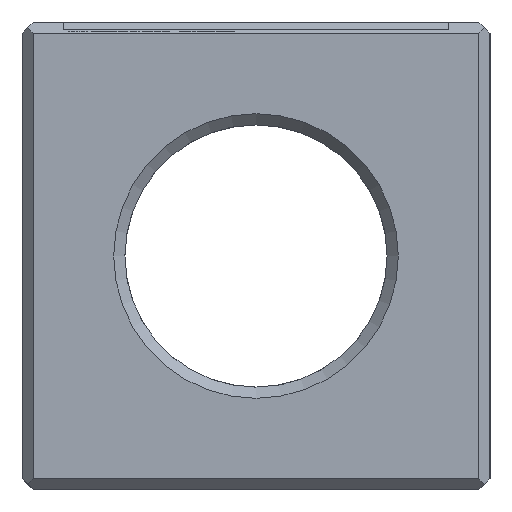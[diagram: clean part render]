
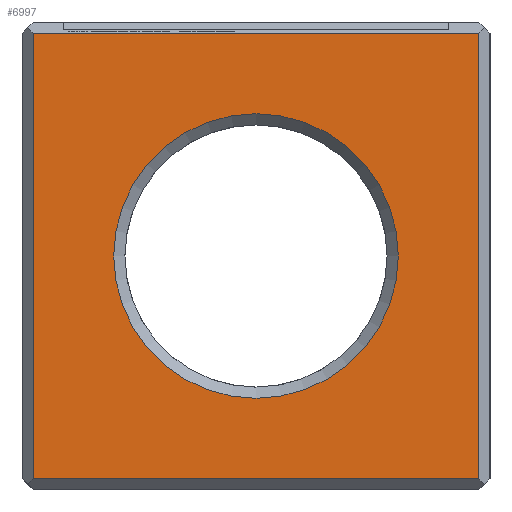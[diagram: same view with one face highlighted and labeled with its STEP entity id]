
A CAD part, left-side view. The second image highlights one B-rep face of the part: STEP entity #6997.
In plain terms, the highlighted planar face has unit normal (-1, 0, 0).
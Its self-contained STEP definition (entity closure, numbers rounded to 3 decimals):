
#72 = PLANE('',#73);
#73 = AXIS2_PLACEMENT_3D('',#74,#75,#76);
#74 = CARTESIAN_POINT('',(0.,0.,0.3));
#75 = DIRECTION('',(-0.707,0.,-0.707)
  );
#76 = DIRECTION('',(0.707,0.,-0.707));
#1517 = PLANE('',#1518);
#1518 = AXIS2_PLACEMENT_3D('',#1519,#1520,#1521);
#1519 = CARTESIAN_POINT('',(0.3,12.5,0.));
#1520 = DIRECTION('',(0.707,-0.707,0.));
#1521 = DIRECTION('',(-0.707,-0.707,0.));
#1748 = PLANE('',#1749);
#1749 = AXIS2_PLACEMENT_3D('',#1750,#1751,#1752);
#1750 = CARTESIAN_POINT('',(0.3,0.,0.));
#1751 = DIRECTION('',(-0.707,-0.707,0.));
#1752 = DIRECTION('',(-0.707,0.707,0.));
#1816 = VERTEX_POINT('',#1817);
#1817 = CARTESIAN_POINT('',(0.,0.3,0.3));
#1838 = EDGE_CURVE('',#1816,#1839,#1841,.T.);
#1839 = VERTEX_POINT('',#1840);
#1840 = CARTESIAN_POINT('',(0.,12.2,0.3));
#1841 = SURFACE_CURVE('',#1842,(#1846,#1853),.PCURVE_S1.);
#1842 = LINE('',#1843,#1844);
#1843 = CARTESIAN_POINT('',(0.,0.,0.3));
#1844 = VECTOR('',#1845,1.);
#1845 = DIRECTION('',(0.,1.,0.));
#1846 = PCURVE('',#72,#1847);
#1847 = DEFINITIONAL_REPRESENTATION('',(#1848),#1852);
#1848 = LINE('',#1849,#1850);
#1849 = CARTESIAN_POINT('',(0.,0.));
#1850 = VECTOR('',#1851,1.);
#1851 = DIRECTION('',(0.,-1.));
#1852 = ( GEOMETRIC_REPRESENTATION_CONTEXT(2) 
PARAMETRIC_REPRESENTATION_CONTEXT() REPRESENTATION_CONTEXT('2D SPACE',''
  ) );
#1853 = PCURVE('',#1854,#1859);
#1854 = PLANE('',#1855);
#1855 = AXIS2_PLACEMENT_3D('',#1856,#1857,#1858);
#1856 = CARTESIAN_POINT('',(0.,12.5,0.));
#1857 = DIRECTION('',(1.,0.,0.));
#1858 = DIRECTION('',(0.,-1.,0.));
#1859 = DEFINITIONAL_REPRESENTATION('',(#1860),#1864);
#1860 = LINE('',#1861,#1862);
#1861 = CARTESIAN_POINT('',(12.5,-0.3));
#1862 = VECTOR('',#1863,1.);
#1863 = DIRECTION('',(-1.,0.));
#1864 = ( GEOMETRIC_REPRESENTATION_CONTEXT(2) 
PARAMETRIC_REPRESENTATION_CONTEXT() REPRESENTATION_CONTEXT('2D SPACE',''
  ) );
#5339 = VERTEX_POINT('',#5340);
#5340 = CARTESIAN_POINT('',(0.,12.2,12.2));
#5354 = PLANE('',#5355);
#5355 = AXIS2_PLACEMENT_3D('',#5356,#5357,#5358);
#5356 = CARTESIAN_POINT('',(0.3,0.,12.5));
#5357 = DIRECTION('',(-0.707,0.,0.707
    ));
#5358 = DIRECTION('',(-0.707,0.,-0.707
    ));
#5366 = EDGE_CURVE('',#1839,#5339,#5367,.T.);
#5367 = SURFACE_CURVE('',#5368,(#5372,#5379),.PCURVE_S1.);
#5368 = LINE('',#5369,#5370);
#5369 = CARTESIAN_POINT('',(0.,12.2,0.));
#5370 = VECTOR('',#5371,1.);
#5371 = DIRECTION('',(0.,0.,1.));
#5372 = PCURVE('',#1517,#5373);
#5373 = DEFINITIONAL_REPRESENTATION('',(#5374),#5378);
#5374 = LINE('',#5375,#5376);
#5375 = CARTESIAN_POINT('',(0.424,-0.));
#5376 = VECTOR('',#5377,1.);
#5377 = DIRECTION('',(0.,-1.));
#5378 = ( GEOMETRIC_REPRESENTATION_CONTEXT(2) 
PARAMETRIC_REPRESENTATION_CONTEXT() REPRESENTATION_CONTEXT('2D SPACE',''
  ) );
#5379 = PCURVE('',#1854,#5380);
#5380 = DEFINITIONAL_REPRESENTATION('',(#5381),#5385);
#5381 = LINE('',#5382,#5383);
#5382 = CARTESIAN_POINT('',(0.3,0.));
#5383 = VECTOR('',#5384,1.);
#5384 = DIRECTION('',(0.,-1.));
#5385 = ( GEOMETRIC_REPRESENTATION_CONTEXT(2) 
PARAMETRIC_REPRESENTATION_CONTEXT() REPRESENTATION_CONTEXT('2D SPACE',''
  ) );
#6954 = VERTEX_POINT('',#6955);
#6955 = CARTESIAN_POINT('',(0.,0.3,12.2));
#6976 = EDGE_CURVE('',#1816,#6954,#6977,.T.);
#6977 = SURFACE_CURVE('',#6978,(#6982,#6989),.PCURVE_S1.);
#6978 = LINE('',#6979,#6980);
#6979 = CARTESIAN_POINT('',(0.,0.3,0.));
#6980 = VECTOR('',#6981,1.);
#6981 = DIRECTION('',(0.,0.,1.));
#6982 = PCURVE('',#1748,#6983);
#6983 = DEFINITIONAL_REPRESENTATION('',(#6984),#6988);
#6984 = LINE('',#6985,#6986);
#6985 = CARTESIAN_POINT('',(0.424,0.));
#6986 = VECTOR('',#6987,1.);
#6987 = DIRECTION('',(0.,-1.));
#6988 = ( GEOMETRIC_REPRESENTATION_CONTEXT(2) 
PARAMETRIC_REPRESENTATION_CONTEXT() REPRESENTATION_CONTEXT('2D SPACE',''
  ) );
#6989 = PCURVE('',#1854,#6990);
#6990 = DEFINITIONAL_REPRESENTATION('',(#6991),#6995);
#6991 = LINE('',#6992,#6993);
#6992 = CARTESIAN_POINT('',(12.2,0.));
#6993 = VECTOR('',#6994,1.);
#6994 = DIRECTION('',(0.,-1.));
#6995 = ( GEOMETRIC_REPRESENTATION_CONTEXT(2) 
PARAMETRIC_REPRESENTATION_CONTEXT() REPRESENTATION_CONTEXT('2D SPACE',''
  ) );
#6997 = ADVANCED_FACE('',(#6998,#7024),#1854,.F.);
#6998 = FACE_BOUND('',#6999,.F.);
#6999 = EDGE_LOOP('',(#7000,#7001,#7002,#7003));
#7000 = ORIENTED_EDGE('',*,*,#6976,.F.);
#7001 = ORIENTED_EDGE('',*,*,#1838,.T.);
#7002 = ORIENTED_EDGE('',*,*,#5366,.T.);
#7003 = ORIENTED_EDGE('',*,*,#7004,.F.);
#7004 = EDGE_CURVE('',#6954,#5339,#7005,.T.);
#7005 = SURFACE_CURVE('',#7006,(#7010,#7017),.PCURVE_S1.);
#7006 = LINE('',#7007,#7008);
#7007 = CARTESIAN_POINT('',(0.,0.,12.2));
#7008 = VECTOR('',#7009,1.);
#7009 = DIRECTION('',(0.,1.,0.));
#7010 = PCURVE('',#1854,#7011);
#7011 = DEFINITIONAL_REPRESENTATION('',(#7012),#7016);
#7012 = LINE('',#7013,#7014);
#7013 = CARTESIAN_POINT('',(12.5,-12.2));
#7014 = VECTOR('',#7015,1.);
#7015 = DIRECTION('',(-1.,0.));
#7016 = ( GEOMETRIC_REPRESENTATION_CONTEXT(2) 
PARAMETRIC_REPRESENTATION_CONTEXT() REPRESENTATION_CONTEXT('2D SPACE',''
  ) );
#7017 = PCURVE('',#5354,#7018);
#7018 = DEFINITIONAL_REPRESENTATION('',(#7019),#7023);
#7019 = LINE('',#7020,#7021);
#7020 = CARTESIAN_POINT('',(0.424,0.));
#7021 = VECTOR('',#7022,1.);
#7022 = DIRECTION('',(0.,-1.));
#7023 = ( GEOMETRIC_REPRESENTATION_CONTEXT(2) 
PARAMETRIC_REPRESENTATION_CONTEXT() REPRESENTATION_CONTEXT('2D SPACE',''
  ) );
#7024 = FACE_BOUND('',#7025,.F.);
#7025 = EDGE_LOOP('',(#7026));
#7026 = ORIENTED_EDGE('',*,*,#7027,.T.);
#7027 = EDGE_CURVE('',#7028,#7028,#7030,.T.);
#7028 = VERTEX_POINT('',#7029);
#7029 = CARTESIAN_POINT('',(0.,2.45,6.25));
#7030 = SURFACE_CURVE('',#7031,(#7036,#7047),.PCURVE_S1.);
#7031 = CIRCLE('',#7032,3.8);
#7032 = AXIS2_PLACEMENT_3D('',#7033,#7034,#7035);
#7033 = CARTESIAN_POINT('',(0.,6.25,6.25));
#7034 = DIRECTION('',(-1.,0.,0.));
#7035 = DIRECTION('',(0.,-1.,0.));
#7036 = PCURVE('',#1854,#7037);
#7037 = DEFINITIONAL_REPRESENTATION('',(#7038),#7046);
#7038 = ( BOUNDED_CURVE() B_SPLINE_CURVE(2,(#7039,#7040,#7041,#7042,
#7043,#7044,#7045),.UNSPECIFIED.,.T.,.F.) B_SPLINE_CURVE_WITH_KNOTS((1,2
    ,2,2,2,1),(-2.094,0.,2.094,4.189,
6.283,8.378),.UNSPECIFIED.) CURVE() 
GEOMETRIC_REPRESENTATION_ITEM() RATIONAL_B_SPLINE_CURVE((1.,0.5,1.,0.5,
1.,0.5,1.)) REPRESENTATION_ITEM('') );
#7039 = CARTESIAN_POINT('',(10.05,-6.25));
#7040 = CARTESIAN_POINT('',(10.05,-12.832));
#7041 = CARTESIAN_POINT('',(4.35,-9.541));
#7042 = CARTESIAN_POINT('',(-1.35,-6.25));
#7043 = CARTESIAN_POINT('',(4.35,-2.959));
#7044 = CARTESIAN_POINT('',(10.05,0.332));
#7045 = CARTESIAN_POINT('',(10.05,-6.25));
#7046 = ( GEOMETRIC_REPRESENTATION_CONTEXT(2) 
PARAMETRIC_REPRESENTATION_CONTEXT() REPRESENTATION_CONTEXT('2D SPACE',''
  ) );
#7047 = PCURVE('',#7048,#7053);
#7048 = CONICAL_SURFACE('',#7049,3.5,0.785);
#7049 = AXIS2_PLACEMENT_3D('',#7050,#7051,#7052);
#7050 = CARTESIAN_POINT('',(0.3,6.25,6.25));
#7051 = DIRECTION('',(-1.,-0.,-0.));
#7052 = DIRECTION('',(0.,-1.,0.));
#7053 = DEFINITIONAL_REPRESENTATION('',(#7054),#7058);
#7054 = LINE('',#7055,#7056);
#7055 = CARTESIAN_POINT('',(-0.,0.3));
#7056 = VECTOR('',#7057,1.);
#7057 = DIRECTION('',(1.,-0.));
#7058 = ( GEOMETRIC_REPRESENTATION_CONTEXT(2) 
PARAMETRIC_REPRESENTATION_CONTEXT() REPRESENTATION_CONTEXT('2D SPACE',''
  ) );
